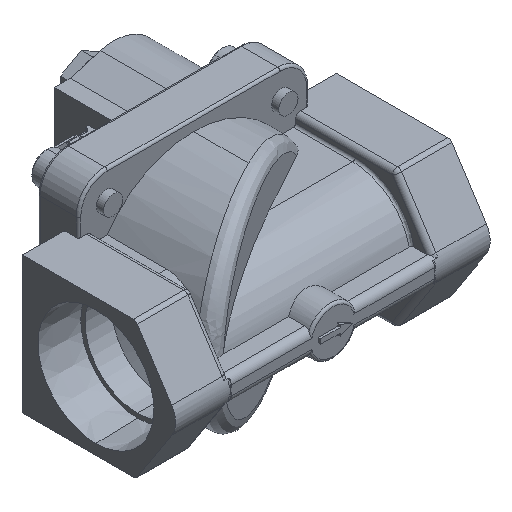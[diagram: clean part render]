
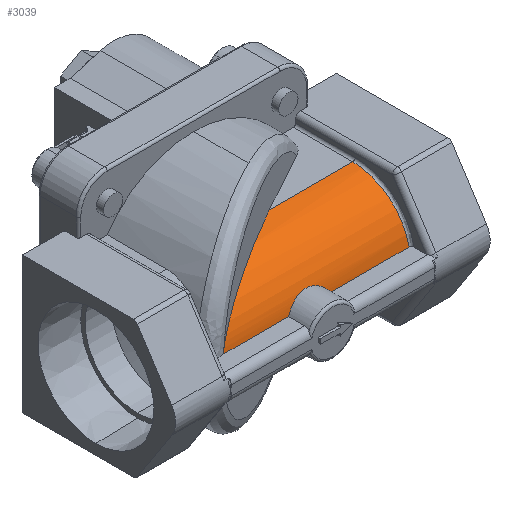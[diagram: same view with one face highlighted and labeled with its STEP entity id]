
A CAD part, isometric view. The second image highlights one B-rep face of the part: STEP entity #3039.
In plain terms, the highlighted cylindrical face has radius 24 mm (diameter 48 mm), a partial arc.
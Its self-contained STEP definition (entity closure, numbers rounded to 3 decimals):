
#404 = CARTESIAN_POINT ( 'NONE',  ( 6.454, -56.05, 7.651 ) ) ;
#676 = ORIENTED_EDGE ( 'NONE', *, *, #9028, .T. ) ;
#886 = CARTESIAN_POINT ( 'NONE',  ( -35.264, -56.364, 6.635 ) ) ;
#990 = DIRECTION ( 'NONE',  ( 1., 0., 0. ) ) ;
#1575 = CARTESIAN_POINT ( 'NONE',  ( 41.5, -33.3, 0. ) ) ;
#1714 = CARTESIAN_POINT ( 'NONE',  ( -1.751, -55.171, 9.885 ) ) ;
#1861 = CARTESIAN_POINT ( 'NONE',  ( -35.264, -56.364, 6.635 ) ) ;
#1879 = CARTESIAN_POINT ( 'NONE',  ( 2.202, -55.224, 9.764 ) ) ;
#1900 = CARTESIAN_POINT ( 'NONE',  ( 42.5, -33.3, 0. ) ) ;
#2276 = CARTESIAN_POINT ( 'NONE',  ( -4.255, -55.525, 9.06 ) ) ;
#2743 = EDGE_CURVE ( 'NONE', #4658, #3854, #7342, .T. ) ;
#2920 = VERTEX_POINT ( 'NONE', #12301 ) ;
#3039 = ADVANCED_FACE ( 'NONE', ( #12751 ), #6840, .T. ) ;
#3111 = CARTESIAN_POINT ( 'NONE',  ( 5.409, -55.775, 8.422 ) ) ;
#3128 = DIRECTION ( 'NONE',  ( 0., 0., 1. ) ) ;
#3284 = B_SPLINE_CURVE_WITH_KNOTS ( 'NONE', 3,
 ( #10591, #15615, #15540, #11662, #404, #9374, #3111, #8138, #5428, #10425, #15458, #13140, #4196, #1879, #6900, #9216, #11905, #14217, #1714, #5516, #11980, #2276, #4437, #13531, #4516, #16008, #4754, #3432, #10662, #13294, #5756, #9698 ),
 .UNSPECIFIED., .F., .F.,
 ( 4, 2, 2, 2, 2, 2, 2, 2, 2, 2, 2, 2, 2, 2, 2, 4 ),
 ( 0., 0.003, 0.004, 0.005, 0.007, 0.007, 0.008, 0.009, 0.011, 0.013, 0.015, 0.016, 0.017, 0.018, 0.02, 0.021 ),
 .UNSPECIFIED. ) ;
#3432 = CARTESIAN_POINT ( 'NONE',  ( -7.38, -56.33, 6.762 ) ) ;
#3499 = EDGE_CURVE ( 'NONE', #2920, #4472, #3284, .T. ) ;
#3591 = LINE ( 'NONE', #8615, #10142 ) ;
#3854 = VERTEX_POINT ( 'NONE', #1861 ) ;
#3855 = VECTOR ( 'NONE', #990, 1000. ) ;
#4183 = ORIENTED_EDGE ( 'NONE', *, *, #9499, .T. ) ;
#4196 = CARTESIAN_POINT ( 'NONE',  ( 2.835, -55.3, 9.592 ) ) ;
#4437 = CARTESIAN_POINT ( 'NONE',  ( -4.644, -55.603, 8.867 ) ) ;
#4472 = VERTEX_POINT ( 'NONE', #14950 ) ;
#4513 = CARTESIAN_POINT ( 'NONE',  ( -35.545, -56.519, 6.098 ) ) ;
#4516 = CARTESIAN_POINT ( 'NONE',  ( -5.761, -55.863, 8.185 ) ) ;
#4658 = VERTEX_POINT ( 'NONE', #8787 ) ;
#4741 = ORIENTED_EDGE ( 'NONE', *, *, #2743, .F. ) ;
#4754 = CARTESIAN_POINT ( 'NONE',  ( -6.771, -56.142, 7.371 ) ) ;
#5021 = EDGE_LOOP ( 'NONE', ( #4183, #8801, #676, #13930, #5062, #13470, #4741 ) ) ;
#5062 = ORIENTED_EDGE ( 'NONE', *, *, #11996, .T. ) ;
#5428 = CARTESIAN_POINT ( 'NONE',  ( 4.275, -55.529, 9.051 ) ) ;
#5450 = DIRECTION ( 'NONE',  ( -1., 0., 0. ) ) ;
#5516 = CARTESIAN_POINT ( 'NONE',  ( -3.03, -55.323, 9.54 ) ) ;
#5756 = CARTESIAN_POINT ( 'NONE',  ( -8.441, -56.692, 5.38 ) ) ;
#5968 = CARTESIAN_POINT ( 'NONE',  ( 6.747, -33.3, 24. ) ) ;
#6596 = DIRECTION ( 'NONE',  ( -1., 0., 0. ) ) ;
#6737 = AXIS2_PLACEMENT_3D ( 'NONE', #1900, #5450, #3128 ) ;
#6840 = CYLINDRICAL_SURFACE ( 'NONE', #6737, 24. ) ;
#6900 = CARTESIAN_POINT ( 'NONE',  ( 1.773, -55.185, 9.851 ) ) ;
#7297 = CARTESIAN_POINT ( 'NONE',  ( -13.496, -44.413, 24. ) ) ;
#7342 = B_SPLINE_CURVE_WITH_KNOTS ( 'NONE', 3,
 ( #15771, #9695, #4513, #886 ),
 .UNSPECIFIED., .F., .F.,
 ( 4, 4 ),
 ( 0., 0.002 ),
 .UNSPECIFIED. ) ;
#7546 =( BOUNDED_CURVE ( )  B_SPLINE_CURVE ( 3, ( #12868, #7297, #10322, #10146 ),
 .UNSPECIFIED., .F., .T. ) 
 B_SPLINE_CURVE_WITH_KNOTS ( ( 4, 4 ),
 ( 4.712, 6.003 ),
 .UNSPECIFIED. ) 
 CURVE ( )  GEOMETRIC_REPRESENTATION_ITEM ( )  RATIONAL_B_SPLINE_CURVE ( ( 1., 0.866, 0.866, 1. ) ) 
 REPRESENTATION_ITEM ( '' )  );
#7894 = DIRECTION ( 'NONE',  ( -1., 0., 0. ) ) ;
#8106 = VERTEX_POINT ( 'NONE', #12684 ) ;
#8138 = CARTESIAN_POINT ( 'NONE',  ( 4.663, -55.607, 8.857 ) ) ;
#8489 = AXIS2_PLACEMENT_3D ( 'NONE', #1575, #6596, #11604 ) ;
#8615 = CARTESIAN_POINT ( 'NONE',  ( 42.5, -56.773, 5. ) ) ;
#8787 = CARTESIAN_POINT ( 'NONE',  ( -36.091, -56.773, 5. ) ) ;
#8801 = ORIENTED_EDGE ( 'NONE', *, *, #3499, .F. ) ;
#9028 = EDGE_CURVE ( 'NONE', #2920, #8106, #3591, .T. ) ;
#9135 = LINE ( 'NONE', #14140, #16059 ) ;
#9216 = CARTESIAN_POINT ( 'NONE',  ( 0.902, -55.132, 9.969 ) ) ;
#9374 = CARTESIAN_POINT ( 'NONE',  ( 5.767, -55.864, 8.181 ) ) ;
#9499 = EDGE_CURVE ( 'NONE', #4658, #4472, #12406, .T. ) ;
#9695 = CARTESIAN_POINT ( 'NONE',  ( -35.821, -56.656, 5.553 ) ) ;
#9698 = CARTESIAN_POINT ( 'NONE',  ( -8.66, -56.773, 5. ) ) ;
#9819 = VERTEX_POINT ( 'NONE', #5968 ) ;
#9880 = VERTEX_POINT ( 'NONE', #10309 ) ;
#10142 = VECTOR ( 'NONE', #15778, 1000. ) ;
#10146 = CARTESIAN_POINT ( 'NONE',  ( -35.264, -56.364, 6.635 ) ) ;
#10309 = CARTESIAN_POINT ( 'NONE',  ( 41.5, -33.3, 24. ) ) ;
#10322 = CARTESIAN_POINT ( 'NONE',  ( -29.667, -53.292, 17.316 ) ) ;
#10425 = CARTESIAN_POINT ( 'NONE',  ( 3.668, -55.423, 9.305 ) ) ;
#10591 = CARTESIAN_POINT ( 'NONE',  ( 8.66, -56.773, 5. ) ) ;
#10662 = CARTESIAN_POINT ( 'NONE',  ( -7.665, -56.424, 6.437 ) ) ;
#11604 = DIRECTION ( 'NONE',  ( 0., 0., 1. ) ) ;
#11662 = CARTESIAN_POINT ( 'NONE',  ( 6.782, -56.145, 7.361 ) ) ;
#11905 = CARTESIAN_POINT ( 'NONE',  ( 0.458, -55.118, 9.999 ) ) ;
#11980 = CARTESIAN_POINT ( 'NONE',  ( -3.45, -55.385, 9.396 ) ) ;
#11996 = EDGE_CURVE ( 'NONE', #9880, #9819, #9135, .T. ) ;
#12301 = CARTESIAN_POINT ( 'NONE',  ( 8.66, -56.773, 5. ) ) ;
#12406 = LINE ( 'NONE', #14643, #3855 ) ;
#12684 = CARTESIAN_POINT ( 'NONE',  ( 41.5, -56.773, 5. ) ) ;
#12751 = FACE_OUTER_BOUND ( 'NONE', #5021, .T. ) ;
#12868 = CARTESIAN_POINT ( 'NONE',  ( 6.747, -33.3, 24. ) ) ;
#13140 = CARTESIAN_POINT ( 'NONE',  ( 3.045, -55.328, 9.528 ) ) ;
#13294 = CARTESIAN_POINT ( 'NONE',  ( -8.197, -56.605, 5.745 ) ) ;
#13441 = EDGE_CURVE ( 'NONE', #9819, #3854, #7546, .T. ) ;
#13470 = ORIENTED_EDGE ( 'NONE', *, *, #13441, .T. ) ;
#13531 = CARTESIAN_POINT ( 'NONE',  ( -5.396, -55.772, 8.43 ) ) ;
#13930 = ORIENTED_EDGE ( 'NONE', *, *, #14586, .T. ) ;
#14140 = CARTESIAN_POINT ( 'NONE',  ( 42.5, -33.3, 24. ) ) ;
#14217 = CARTESIAN_POINT ( 'NONE',  ( -0.88, -55.117, 10.001 ) ) ;
#14513 = CIRCLE ( 'NONE', #8489, 24. ) ;
#14586 = EDGE_CURVE ( 'NONE', #8106, #9880, #14513, .T. ) ;
#14643 = CARTESIAN_POINT ( 'NONE',  ( -42.5, -56.773, 5. ) ) ;
#14950 = CARTESIAN_POINT ( 'NONE',  ( -8.66, -56.773, 5. ) ) ;
#15458 = CARTESIAN_POINT ( 'NONE',  ( 3.461, -55.389, 9.384 ) ) ;
#15540 = CARTESIAN_POINT ( 'NONE',  ( 7.696, -56.428, 6.444 ) ) ;
#15615 = CARTESIAN_POINT ( 'NONE',  ( 8.221, -56.611, 5.761 ) ) ;
#15771 = CARTESIAN_POINT ( 'NONE',  ( -36.091, -56.773, 5. ) ) ;
#15778 = DIRECTION ( 'NONE',  ( 1., 0., 0. ) ) ;
#16008 = CARTESIAN_POINT ( 'NONE',  ( -6.448, -56.048, 7.656 ) ) ;
#16059 = VECTOR ( 'NONE', #7894, 1000. ) ;
